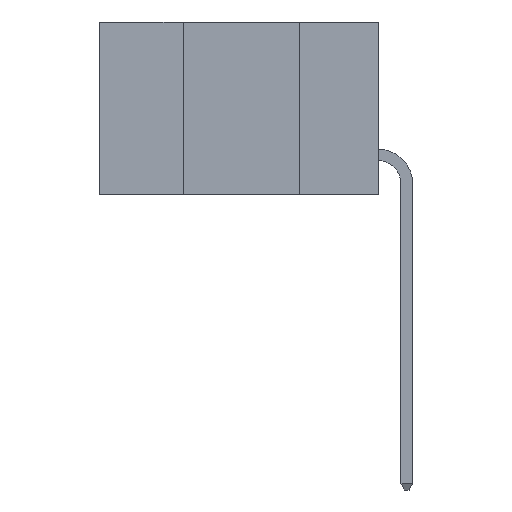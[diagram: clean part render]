
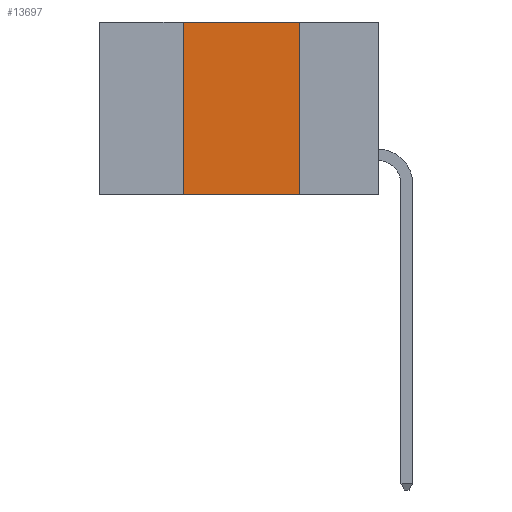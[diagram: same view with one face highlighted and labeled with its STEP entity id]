
A CAD part, left-side view. The second image highlights one B-rep face of the part: STEP entity #13697.
In plain terms, the highlighted planar face has unit normal (-1, 0, 0).
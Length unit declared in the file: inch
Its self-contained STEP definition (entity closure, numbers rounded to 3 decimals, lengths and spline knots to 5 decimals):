
#275 = VECTOR ( 'NONE', #1389, 39.37008 ) ;
#499 = AXIS2_PLACEMENT_3D ( 'NONE', #2095, #9756, #3189 ) ;
#789 = EDGE_CURVE ( 'NONE', #6323, #9448, #12206, .T. ) ;
#1270 = DIRECTION ( 'NONE',  ( 0., 0., 1. ) ) ;
#1389 = DIRECTION ( 'NONE',  ( 0., -1., 0. ) ) ;
#1865 = EDGE_CURVE ( 'NONE', #12188, #4359, #12675, .T. ) ;
#2095 = CARTESIAN_POINT ( 'NONE',  ( 0., 0.6, 0. ) ) ;
#2272 = LINE ( 'NONE', #8535, #13806 ) ;
#3047 = CARTESIAN_POINT ( 'NONE',  ( 0., 0.42, -0.37 ) ) ;
#3189 = DIRECTION ( 'NONE',  ( 0., 0., -1. ) ) ;
#4018 = VECTOR ( 'NONE', #6346, 39.37008 ) ;
#4359 = VERTEX_POINT ( 'NONE', #12413 ) ;
#5722 = CARTESIAN_POINT ( 'NONE',  ( 0., 0.6, -0.37 ) ) ;
#6323 = VERTEX_POINT ( 'NONE', #3047 ) ;
#6346 = DIRECTION ( 'NONE',  ( 0., -1., 0. ) ) ;
#7316 = ORIENTED_EDGE ( 'NONE', *, *, #789, .T. ) ;
#7556 = VECTOR ( 'NONE', #1270, 39.37008 ) ;
#8016 = ORIENTED_EDGE ( 'NONE', *, *, #1865, .F. ) ;
#8535 = CARTESIAN_POINT ( 'NONE',  ( 0., 0.17, -0.37 ) ) ;
#8653 = PLANE ( 'NONE',  #499 ) ;
#8708 = ORIENTED_EDGE ( 'NONE', *, *, #10420, .F. ) ;
#9201 = EDGE_LOOP ( 'NONE', ( #9487, #8016, #8708, #7316 ) ) ;
#9448 = VERTEX_POINT ( 'NONE', #9539 ) ;
#9487 = ORIENTED_EDGE ( 'NONE', *, *, #10203, .F. ) ;
#9539 = CARTESIAN_POINT ( 'NONE',  ( 0., 0.17, -0.37 ) ) ;
#9744 = CARTESIAN_POINT ( 'NONE',  ( 0., 0.42, 0. ) ) ;
#9756 = DIRECTION ( 'NONE',  ( 1., 0., 0. ) ) ;
#10203 = EDGE_CURVE ( 'NONE', #4359, #9448, #2272, .T. ) ;
#10420 = EDGE_CURVE ( 'NONE', #6323, #12188, #13969, .T. ) ;
#12105 = CARTESIAN_POINT ( 'NONE',  ( 0., 0.42, -0.37 ) ) ;
#12188 = VERTEX_POINT ( 'NONE', #9744 ) ;
#12206 = LINE ( 'NONE', #5722, #275 ) ;
#12363 = FACE_OUTER_BOUND ( 'NONE', #9201, .T. ) ;
#12413 = CARTESIAN_POINT ( 'NONE',  ( 0., 0.17, 0. ) ) ;
#12675 = LINE ( 'NONE', #12851, #4018 ) ;
#12756 = DIRECTION ( 'NONE',  ( 0., 0., -1. ) ) ;
#12851 = CARTESIAN_POINT ( 'NONE',  ( 0., 0.6, 0. ) ) ;
#13697 = ADVANCED_FACE ( 'NONE', ( #12363 ), #8653, .F. ) ;
#13806 = VECTOR ( 'NONE', #12756, 39.37008 ) ;
#13969 = LINE ( 'NONE', #12105, #7556 ) ;
